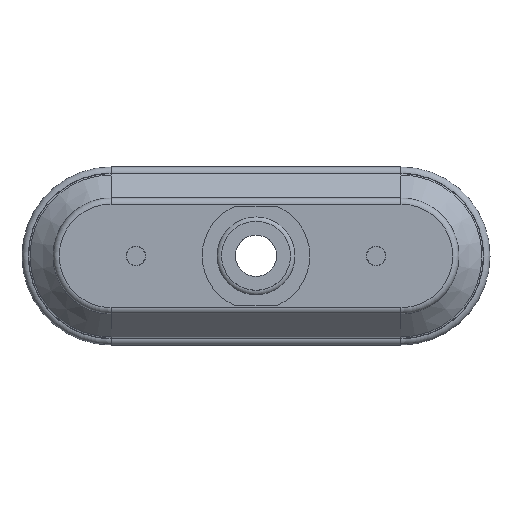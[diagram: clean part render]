
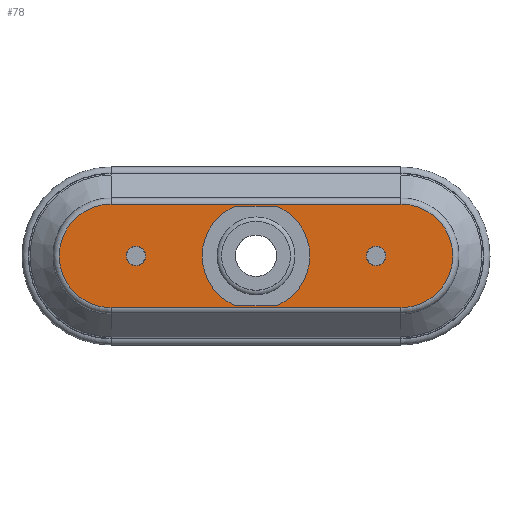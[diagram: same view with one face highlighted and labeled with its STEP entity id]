
A CAD part, top view. The second image highlights one B-rep face of the part: STEP entity #78.
In plain terms, the highlighted planar face has unit normal (0, 0, 1).
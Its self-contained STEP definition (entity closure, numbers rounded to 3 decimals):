
#78 = ADVANCED_FACE( '', ( #186, #187, #188, #189 ), #190, .F. );
#186 = FACE_BOUND( '', #421, .T. );
#187 = FACE_OUTER_BOUND( '', #422, .T. );
#188 = FACE_BOUND( '', #423, .T. );
#189 = FACE_BOUND( '', #424, .T. );
#190 = PLANE( '', #425 );
#421 = EDGE_LOOP( '', ( #661, #662, #663, #664, #665, #666, #667, #668 ) );
#422 = EDGE_LOOP( '', ( #669, #670, #671, #672 ) );
#423 = EDGE_LOOP( '', ( #673 ) );
#424 = EDGE_LOOP( '', ( #674 ) );
#425 = AXIS2_PLACEMENT_3D( '', #675, #676, #677 );
#661 = ORIENTED_EDGE( '', *, *, #1439, .T. );
#662 = ORIENTED_EDGE( '', *, *, #1440, .T. );
#663 = ORIENTED_EDGE( '', *, *, #1441, .T. );
#664 = ORIENTED_EDGE( '', *, *, #1442, .T. );
#665 = ORIENTED_EDGE( '', *, *, #1443, .T. );
#666 = ORIENTED_EDGE( '', *, *, #1444, .T. );
#667 = ORIENTED_EDGE( '', *, *, #1445, .T. );
#668 = ORIENTED_EDGE( '', *, *, #1446, .T. );
#669 = ORIENTED_EDGE( '', *, *, #1447, .T. );
#670 = ORIENTED_EDGE( '', *, *, #1448, .T. );
#671 = ORIENTED_EDGE( '', *, *, #1449, .T. );
#672 = ORIENTED_EDGE( '', *, *, #1450, .T. );
#673 = ORIENTED_EDGE( '', *, *, #1451, .T. );
#674 = ORIENTED_EDGE( '', *, *, #1452, .T. );
#675 = CARTESIAN_POINT( '', ( 0., -0.711, 16. ) );
#676 = DIRECTION( '', ( 0., 0., -1. ) );
#677 = DIRECTION( '', ( -1., 0., 0. ) );
#1439 = EDGE_CURVE( '', #1676, #1677, #1678, .T. );
#1440 = EDGE_CURVE( '', #1677, #1679, #1680, .T. );
#1441 = EDGE_CURVE( '', #1679, #1681, #1682, .T. );
#1442 = EDGE_CURVE( '', #1681, #1683, #1684, .T. );
#1443 = EDGE_CURVE( '', #1683, #1685, #1686, .T. );
#1444 = EDGE_CURVE( '', #1685, #1687, #1688, .T. );
#1445 = EDGE_CURVE( '', #1687, #1689, #1690, .T. );
#1446 = EDGE_CURVE( '', #1689, #1676, #1691, .T. );
#1447 = EDGE_CURVE( '', #1692, #1693, #1694, .T. );
#1448 = EDGE_CURVE( '', #1693, #1695, #1696, .F. );
#1449 = EDGE_CURVE( '', #1695, #1697, #1698, .T. );
#1450 = EDGE_CURVE( '', #1697, #1692, #1699, .F. );
#1451 = EDGE_CURVE( '', #1700, #1700, #1701, .T. );
#1452 = EDGE_CURVE( '', #1702, #1702, #1703, .T. );
#1676 = VERTEX_POINT( '', #2064 );
#1677 = VERTEX_POINT( '', #2065 );
#1678 = CIRCLE( '', #2066, 13. );
#1679 = VERTEX_POINT( '', #2067 );
#1680 = CIRCLE( '', #2068, 0.7 );
#1681 = VERTEX_POINT( '', #2069 );
#1682 = LINE( '', #2070, #2071 );
#1683 = VERTEX_POINT( '', #2072 );
#1684 = CIRCLE( '', #2073, 0.7 );
#1685 = VERTEX_POINT( '', #2074 );
#1686 = CIRCLE( '', #2075, 13. );
#1687 = VERTEX_POINT( '', #2076 );
#1688 = CIRCLE( '', #2077, 0.7 );
#1689 = VERTEX_POINT( '', #2078 );
#1690 = LINE( '', #2079, #2080 );
#1691 = CIRCLE( '', #2081, 0.7 );
#1692 = VERTEX_POINT( '', #2082 );
#1693 = VERTEX_POINT( '', #2083 );
#1694 = LINE( '', #2084, #2085 );
#1695 = VERTEX_POINT( '', #2086 );
#1696 = CIRCLE( '', #2087, 12.5 );
#1697 = VERTEX_POINT( '', #2088 );
#1698 = LINE( '', #2089, #2090 );
#1699 = CIRCLE( '', #2091, 12.5 );
#1700 = VERTEX_POINT( '', #2092 );
#1701 = CIRCLE( '', #2093, 2.35 );
#1702 = VERTEX_POINT( '', #2094 );
#1703 = CIRCLE( '', #2095, 2.35 );
#2064 = CARTESIAN_POINT( '', ( 5.134, 11.943, 16. ) );
#2065 = CARTESIAN_POINT( '', ( 5.134, -11.943, 16. ) );
#2066 = AXIS2_PLACEMENT_3D( '', #2574, #2575, #2576 );
#2067 = CARTESIAN_POINT( '', ( 4.858, -12., 16. ) );
#2068 = AXIS2_PLACEMENT_3D( '', #2577, #2578, #2579 );
#2069 = CARTESIAN_POINT( '', ( -4.858, -12., 16. ) );
#2070 = CARTESIAN_POINT( '', ( 0., -12., 16. ) );
#2071 = VECTOR( '', #2580, 1000. );
#2072 = CARTESIAN_POINT( '', ( -5.134, -11.943, 16. ) );
#2073 = AXIS2_PLACEMENT_3D( '', #2581, #2582, #2583 );
#2074 = CARTESIAN_POINT( '', ( -5.134, 11.943, 16. ) );
#2075 = AXIS2_PLACEMENT_3D( '', #2584, #2585, #2586 );
#2076 = CARTESIAN_POINT( '', ( -4.858, 12., 16. ) );
#2077 = AXIS2_PLACEMENT_3D( '', #2587, #2588, #2589 );
#2078 = CARTESIAN_POINT( '', ( 4.858, 12., 16. ) );
#2079 = CARTESIAN_POINT( '', ( 0., 12., 16. ) );
#2080 = VECTOR( '', #2590, 1000. );
#2081 = AXIS2_PLACEMENT_3D( '', #2591, #2592, #2593 );
#2082 = CARTESIAN_POINT( '', ( 35., 12.5, 16. ) );
#2083 = CARTESIAN_POINT( '', ( -35., 12.5, 16. ) );
#2084 = CARTESIAN_POINT( '', ( 0., 12.5, 16. ) );
#2085 = VECTOR( '', #2594, 1000. );
#2086 = CARTESIAN_POINT( '', ( -35., -12.5, 16. ) );
#2087 = AXIS2_PLACEMENT_3D( '', #2595, #2596, #2597 );
#2088 = CARTESIAN_POINT( '', ( 35., -12.5, 16. ) );
#2089 = CARTESIAN_POINT( '', ( 0., -12.5, 16. ) );
#2090 = VECTOR( '', #2598, 1000. );
#2091 = AXIS2_PLACEMENT_3D( '', #2599, #2600, #2601 );
#2092 = CARTESIAN_POINT( '', ( -26.65, 0., 16. ) );
#2093 = AXIS2_PLACEMENT_3D( '', #2602, #2603, #2604 );
#2094 = CARTESIAN_POINT( '', ( 31.35, 0., 16. ) );
#2095 = AXIS2_PLACEMENT_3D( '', #2605, #2606, #2607 );
#2574 = CARTESIAN_POINT( '', ( 0., 0., 16. ) );
#2575 = DIRECTION( '', ( 0., 0., -1. ) );
#2576 = DIRECTION( '', ( -1., 0., 0. ) );
#2577 = CARTESIAN_POINT( '', ( 4.858, -11.3, 16. ) );
#2578 = DIRECTION( '', ( 0., 0., -1. ) );
#2579 = DIRECTION( '', ( -1., 0., 0. ) );
#2580 = DIRECTION( '', ( -1., 0., 0. ) );
#2581 = CARTESIAN_POINT( '', ( -4.858, -11.3, 16. ) );
#2582 = DIRECTION( '', ( 0., 0., -1. ) );
#2583 = DIRECTION( '', ( -1., 0., 0. ) );
#2584 = CARTESIAN_POINT( '', ( 0., 0., 16. ) );
#2585 = DIRECTION( '', ( 0., 0., -1. ) );
#2586 = DIRECTION( '', ( -1., 0., 0. ) );
#2587 = CARTESIAN_POINT( '', ( -4.858, 11.3, 16. ) );
#2588 = DIRECTION( '', ( 0., 0., -1. ) );
#2589 = DIRECTION( '', ( -1., 0., 0. ) );
#2590 = DIRECTION( '', ( 1., 0., 0. ) );
#2591 = CARTESIAN_POINT( '', ( 4.858, 11.3, 16. ) );
#2592 = DIRECTION( '', ( 0., 0., -1. ) );
#2593 = DIRECTION( '', ( -1., 0., 0. ) );
#2594 = DIRECTION( '', ( -1., 0., 0. ) );
#2595 = CARTESIAN_POINT( '', ( -35., 0., 16. ) );
#2596 = DIRECTION( '', ( 0., 0., -1. ) );
#2597 = DIRECTION( '', ( -1., 0., 0. ) );
#2598 = DIRECTION( '', ( 1., 0., 0. ) );
#2599 = CARTESIAN_POINT( '', ( 35., 0., 16. ) );
#2600 = DIRECTION( '', ( 0., 0., -1. ) );
#2601 = DIRECTION( '', ( -1., 0., 0. ) );
#2602 = CARTESIAN_POINT( '', ( -29., 0., 16. ) );
#2603 = DIRECTION( '', ( 0., 0., -1. ) );
#2604 = DIRECTION( '', ( 1., 0., 0. ) );
#2605 = CARTESIAN_POINT( '', ( 29., 0., 16. ) );
#2606 = DIRECTION( '', ( 0., 0., -1. ) );
#2607 = DIRECTION( '', ( 1., 0., 0. ) );
